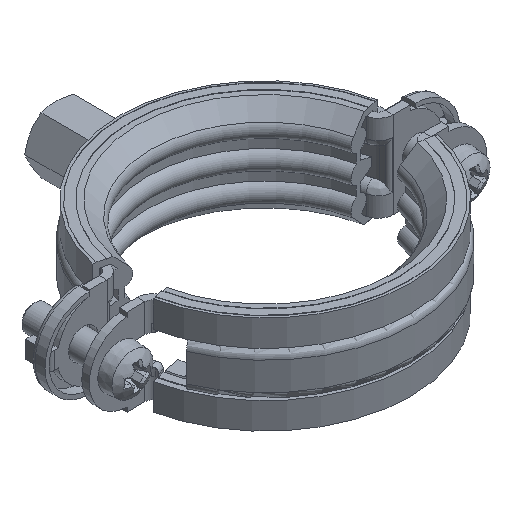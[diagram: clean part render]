
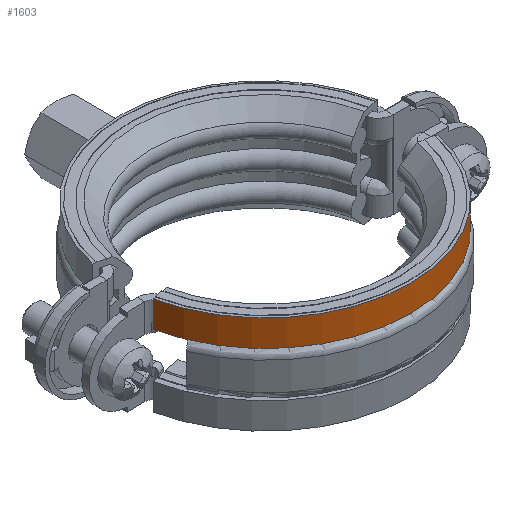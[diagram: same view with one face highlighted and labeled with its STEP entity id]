
A CAD part, isometric view. The second image highlights one B-rep face of the part: STEP entity #1603.
In plain terms, the highlighted cylindrical face has radius 33.55 mm (diameter 67.1 mm), a partial arc.
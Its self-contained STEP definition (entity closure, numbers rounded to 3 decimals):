
#909=CARTESIAN_POINT('',(-32.817,-6.975,5.219));
#910=VERTEX_POINT('',#909);
#917=CARTESIAN_POINT('',(-32.817,-6.975,11.319));
#918=VERTEX_POINT('',#917);
#919=CARTESIAN_POINT('',(-32.817,-6.975,11.319));
#920=DIRECTION('',(0.0,0.0,-1.0));
#921=VECTOR('',#920,6.1);
#922=LINE('',#919,#921);
#923=EDGE_CURVE('',#918,#910,#922,.T.);
#1560=CARTESIAN_POINT('',(32.817,-6.975,11.319));
#1561=VERTEX_POINT('',#1560);
#1562=CARTESIAN_POINT('',(0.0,0.0,11.319));
#1563=DIRECTION('',(0.0,0.0,-1.0));
#1564=DIRECTION('',(0.978,-0.208,0.0));
#1565=AXIS2_PLACEMENT_3D('',#1562,#1563,#1564);
#1566=CIRCLE('',#1565,33.55);
#1567=EDGE_CURVE('',#1561,#918,#1566,.T.);
#1579=CARTESIAN_POINT('',(0.0,0.0,8.269));
#1580=DIRECTION('',(0.0,0.0,-1.0));
#1581=DIRECTION('',(0.978,-0.208,0.0));
#1582=AXIS2_PLACEMENT_3D('',#1579,#1580,#1581);
#1583=CYLINDRICAL_SURFACE('',#1582,33.55);
#1584=ORIENTED_EDGE('',*,*,#923,.T.);
#1585=CARTESIAN_POINT('',(32.817,-6.975,5.219));
#1586=VERTEX_POINT('',#1585);
#1587=CARTESIAN_POINT('',(0.0,0.0,5.219));
#1588=DIRECTION('',(0.0,0.0,-1.0));
#1589=DIRECTION('',(0.978,-0.208,0.0));
#1590=AXIS2_PLACEMENT_3D('',#1587,#1588,#1589);
#1591=CIRCLE('',#1590,33.55);
#1592=EDGE_CURVE('',#1586,#910,#1591,.T.);
#1593=ORIENTED_EDGE('',*,*,#1592,.F.);
#1594=CARTESIAN_POINT('',(32.817,-6.975,5.219));
#1595=DIRECTION('',(0.0,0.0,1.0));
#1596=VECTOR('',#1595,6.1);
#1597=LINE('',#1594,#1596);
#1598=EDGE_CURVE('',#1586,#1561,#1597,.T.);
#1599=ORIENTED_EDGE('',*,*,#1598,.T.);
#1600=ORIENTED_EDGE('',*,*,#1567,.T.);
#1601=EDGE_LOOP('',(#1584,#1593,#1599,#1600));
#1602=FACE_OUTER_BOUND('',#1601,.T.);
#1603=ADVANCED_FACE('',(#1602),#1583,.T.);
